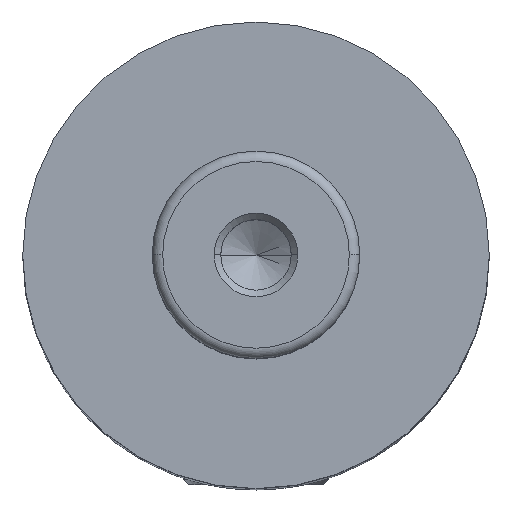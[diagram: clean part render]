
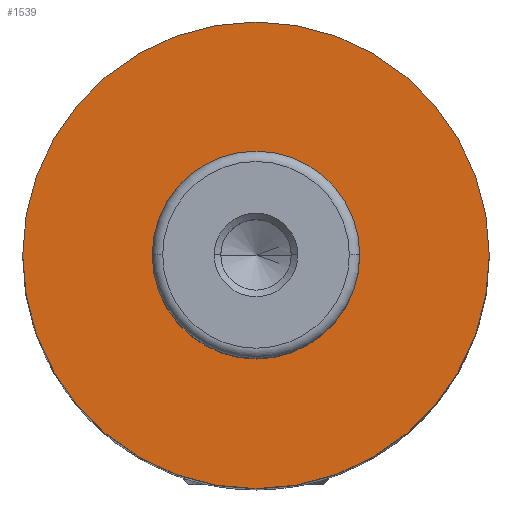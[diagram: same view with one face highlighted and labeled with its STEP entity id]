
A CAD part, top view. The second image highlights one B-rep face of the part: STEP entity #1539.
In plain terms, the highlighted planar face has unit normal (0, 0, 1).
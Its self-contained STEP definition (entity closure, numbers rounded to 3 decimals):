
#10 = CARTESIAN_POINT ( 'NONE',  ( 0., 0., 73. ) ) ;
#42 = ORIENTED_EDGE ( 'NONE', *, *, #750, .T. ) ;
#85 = EDGE_LOOP ( 'NONE', ( #852, #414 ) ) ;
#97 = AXIS2_PLACEMENT_3D ( 'NONE', #385, #1667, #892 ) ;
#112 = AXIS2_PLACEMENT_3D ( 'NONE', #423, #1323, #544 ) ;
#120 = PLANE ( 'NONE',  #97 ) ;
#129 = CIRCLE ( 'NONE', #531, 22.5 ) ;
#148 = DIRECTION ( 'NONE',  ( -1., 0., 0. ) ) ;
#203 = AXIS2_PLACEMENT_3D ( 'NONE', #1046, #277, #1178 ) ;
#277 = DIRECTION ( 'NONE',  ( 0., 0., -1. ) ) ;
#296 = VERTEX_POINT ( 'NONE', #1223 ) ;
#385 = CARTESIAN_POINT ( 'NONE',  ( -10., 0., 73. ) ) ;
#400 = CARTESIAN_POINT ( 'NONE',  ( 0., 0., 73. ) ) ;
#412 = EDGE_LOOP ( 'NONE', ( #1274, #42 ) ) ;
#414 = ORIENTED_EDGE ( 'NONE', *, *, #1563, .F. ) ;
#423 = CARTESIAN_POINT ( 'NONE',  ( 0., 0., 73. ) ) ;
#523 = DIRECTION ( 'NONE',  ( -1., 0., 0. ) ) ;
#531 = AXIS2_PLACEMENT_3D ( 'NONE', #10, #912, #148 ) ;
#534 = CARTESIAN_POINT ( 'NONE',  ( 10., 0., 73. ) ) ;
#544 = DIRECTION ( 'NONE',  ( -1., 0., 0. ) ) ;
#625 = CIRCLE ( 'NONE', #112, 10. ) ;
#750 = EDGE_CURVE ( 'NONE', #820, #296, #1148, .T. ) ;
#820 = VERTEX_POINT ( 'NONE', #534 ) ;
#852 = ORIENTED_EDGE ( 'NONE', *, *, #1572, .F. ) ;
#856 = EDGE_CURVE ( 'NONE', #296, #820, #625, .T. ) ;
#892 = DIRECTION ( 'NONE',  ( 1., 0., 0. ) ) ;
#912 = DIRECTION ( 'NONE',  ( 0., 0., -1. ) ) ;
#991 = FACE_OUTER_BOUND ( 'NONE', #85, .T. ) ;
#993 = VERTEX_POINT ( 'NONE', #1220 ) ;
#1046 = CARTESIAN_POINT ( 'NONE',  ( 0., 0., 73. ) ) ;
#1050 = AXIS2_PLACEMENT_3D ( 'NONE', #400, #1300, #523 ) ;
#1107 = CARTESIAN_POINT ( 'NONE',  ( 22.5, 0., 73. ) ) ;
#1148 = CIRCLE ( 'NONE', #1050, 10. ) ;
#1163 = CIRCLE ( 'NONE', #203, 22.5 ) ;
#1178 = DIRECTION ( 'NONE',  ( -1., 0., 0. ) ) ;
#1220 = CARTESIAN_POINT ( 'NONE',  ( -22.5, 0., 73. ) ) ;
#1223 = CARTESIAN_POINT ( 'NONE',  ( -10., 0., 73. ) ) ;
#1274 = ORIENTED_EDGE ( 'NONE', *, *, #856, .T. ) ;
#1300 = DIRECTION ( 'NONE',  ( 0., 0., -1. ) ) ;
#1323 = DIRECTION ( 'NONE',  ( 0., 0., -1. ) ) ;
#1433 = FACE_BOUND ( 'NONE', #412, .T. ) ;
#1477 = VERTEX_POINT ( 'NONE', #1107 ) ;
#1539 = ADVANCED_FACE ( 'NONE', ( #1433, #991 ), #120, .T. ) ;
#1563 = EDGE_CURVE ( 'NONE', #1477, #993, #1163, .T. ) ;
#1572 = EDGE_CURVE ( 'NONE', #993, #1477, #129, .T. ) ;
#1667 = DIRECTION ( 'NONE',  ( 0., 0., 1. ) ) ;
